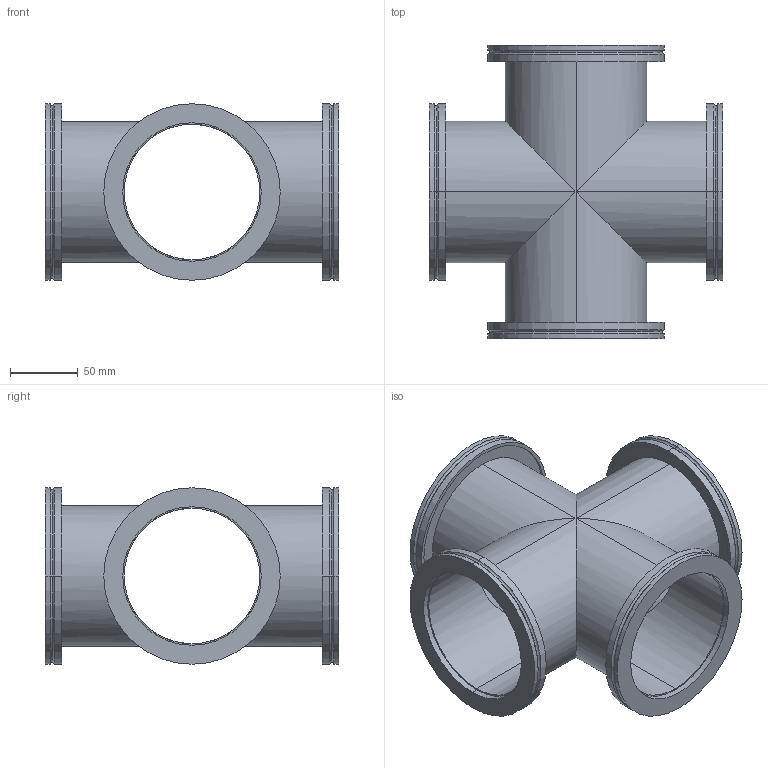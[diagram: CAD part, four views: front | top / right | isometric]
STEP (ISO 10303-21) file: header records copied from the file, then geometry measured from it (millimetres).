
FILE_DESCRIPTION (( 'STEP AP214' ), '1' );
FILE_NAME ('320RKS100.stp', '2017-06-01T09:18:31', ( '' ), ( '' ), 'SwSTEP 2.0', 'SolidWorks 2015', '' );
FILE_SCHEMA (( 'AUTOMOTIVE_DESIGN' ));
Length unit declared in the file: millimetre
Products named in the file (1): 320RKS100
Bounding box: 216 x 216 x 130 mm (x, y, z)
Volume: 388203.3 mm3; surface area: 254584.9 mm2
Topology: 1 solids, 1 shells, 92 faces, 186 edges, 110 vertices
Faces by surface type: cylinder 56, plane 20, torus 16
Entity records: 3472 total; most frequent: DIRECTION 482, CARTESIAN_POINT 419, ORIENTED_EDGE 372, AXIS2_PLACEMENT_3D 213, EDGE_CURVE 186, CIRCLE 120, EDGE_LOOP 112, VERTEX_POINT 110
